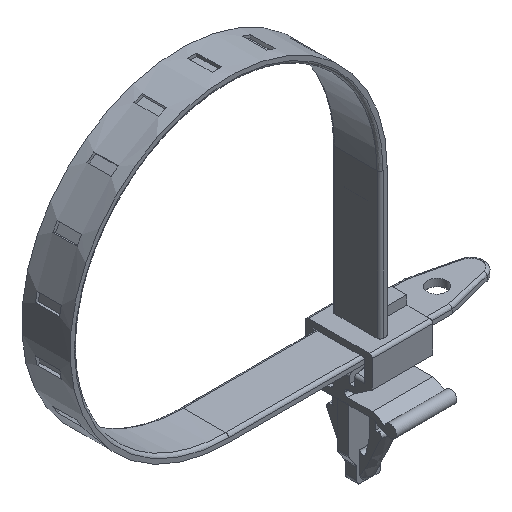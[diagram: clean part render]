
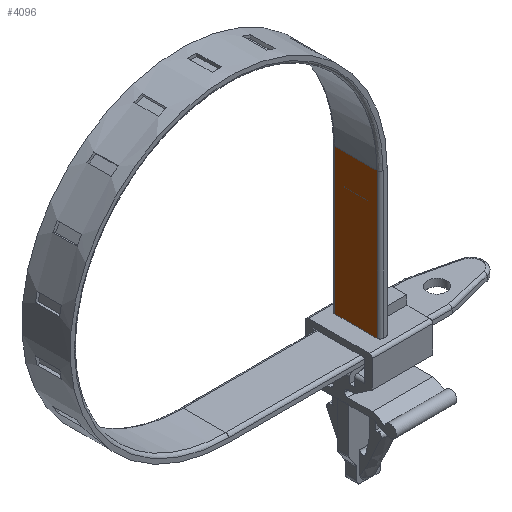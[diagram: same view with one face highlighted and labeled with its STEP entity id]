
A CAD part, isometric view. The second image highlights one B-rep face of the part: STEP entity #4096.
In plain terms, the highlighted free-form (B-spline) face has degree [1, 1] with [2, 2] control points.
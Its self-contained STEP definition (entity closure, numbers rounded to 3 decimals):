
#620=CARTESIAN_POINT('',(10.0,3.5,-9.0));
#621=VERTEX_POINT('',#620);
#635=CARTESIAN_POINT('',(10.0,3.5,15.0));
#636=VERTEX_POINT('',#635);
#637=CARTESIAN_POINT('',(10.0,3.5,15.0));
#638=CARTESIAN_POINT('',(10.0,3.5,-9.0));
#639=QUASI_UNIFORM_CURVE('',1,(#637,#638),.UNSPECIFIED.,.F.,.U.);
#640=EDGE_CURVE('',#636,#621,#639,.T.);
#1093=CARTESIAN_POINT('',(10.0,-3.5,15.0));
#1094=VERTEX_POINT('',#1093);
#1241=CARTESIAN_POINT('',(10.0,-3.5,-9.0));
#1242=VERTEX_POINT('',#1241);
#1259=CARTESIAN_POINT('',(10.0,-3.5,-9.0));
#1260=CARTESIAN_POINT('',(10.0,-3.5,15.0));
#1261=QUASI_UNIFORM_CURVE('',1,(#1259,#1260),.UNSPECIFIED.,.F.,.U.);
#1262=EDGE_CURVE('',#1242,#1094,#1261,.T.);
#3386=CARTESIAN_POINT('',(10.0,3.5,15.0));
#3387=CARTESIAN_POINT('',(10.0,-3.5,15.0));
#3388=QUASI_UNIFORM_CURVE('',1,(#3386,#3387),.UNSPECIFIED.,.F.,.U.);
#3389=EDGE_CURVE('',#636,#1094,#3388,.T.);
#3403=CARTESIAN_POINT('',(10.0,-1.25,-9.));
#3404=VERTEX_POINT('',#3403);
#3423=CARTESIAN_POINT('',(10.0,-1.25,-9.));
#3424=CARTESIAN_POINT('',(10.0,-3.5,-9.0));
#3425=QUASI_UNIFORM_CURVE('',1,(#3423,#3424),.UNSPECIFIED.,.F.,.U.);
#3426=EDGE_CURVE('',#3404,#1242,#3425,.T.);
#3884=CARTESIAN_POINT('',(10.0,1.25,-9.));
#3885=VERTEX_POINT('',#3884);
#3891=CARTESIAN_POINT('',(10.0,3.5,-9.0));
#3892=CARTESIAN_POINT('',(10.0,1.25,-9.));
#3893=QUASI_UNIFORM_CURVE('',1,(#3891,#3892),.UNSPECIFIED.,.F.,.U.);
#3894=EDGE_CURVE('',#621,#3885,#3893,.T.);
#4079=CARTESIAN_POINT('',(10.0,-3.85,-10.199));
#4080=CARTESIAN_POINT('',(10.0,-3.85,16.199));
#4081=CARTESIAN_POINT('',(10.0,3.85,-10.199));
#4082=CARTESIAN_POINT('',(10.0,3.85,16.199));
#4083=B_SPLINE_SURFACE_WITH_KNOTS('',1,1,((#4079,#4081),(#4080,#4082)),.UNSPECIFIED.,.F.,.F.,.U.,(2,2),(2,2),(0.0,26.398),(0.0,7.699),.UNSPECIFIED.);
#4084=ORIENTED_EDGE('',*,*,#3426,.T.);
#4085=ORIENTED_EDGE('',*,*,#1262,.T.);
#4086=ORIENTED_EDGE('',*,*,#3389,.F.);
#4087=ORIENTED_EDGE('',*,*,#640,.T.);
#4088=ORIENTED_EDGE('',*,*,#3894,.T.);
#4089=CARTESIAN_POINT('',(10.0,-1.25,-9.));
#4090=CARTESIAN_POINT('',(10.0,1.25,-9.));
#4091=QUASI_UNIFORM_CURVE('',1,(#4089,#4090),.UNSPECIFIED.,.F.,.U.);
#4092=EDGE_CURVE('',#3404,#3885,#4091,.T.);
#4093=ORIENTED_EDGE('',*,*,#4092,.F.);
#4094=EDGE_LOOP('',(#4084,#4085,#4086,#4087,#4088,#4093));
#4095=FACE_OUTER_BOUND('',#4094,.T.);
#4096=ADVANCED_FACE('',(#4095),#4083,.T.);
